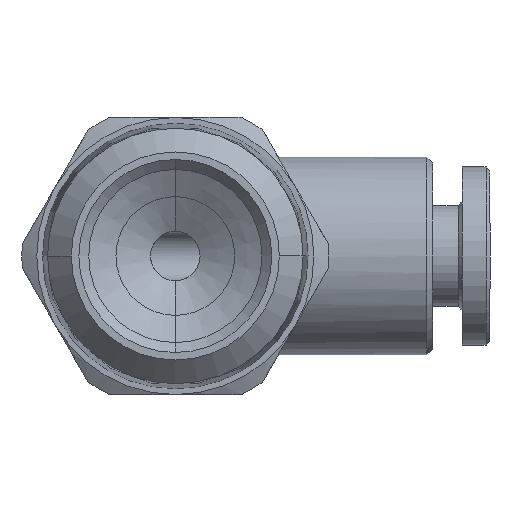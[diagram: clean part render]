
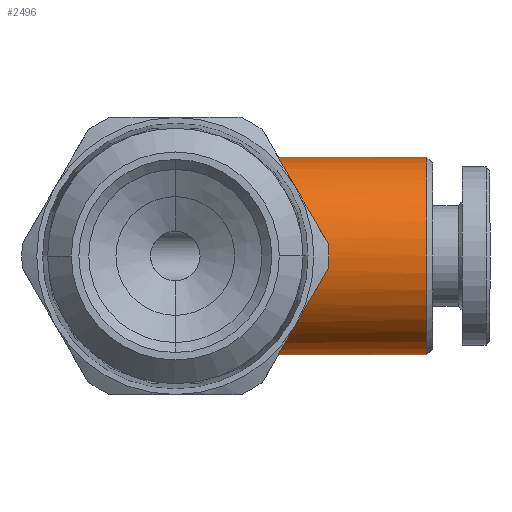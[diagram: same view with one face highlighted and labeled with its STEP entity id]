
A CAD part, front view. The second image highlights one B-rep face of the part: STEP entity #2496.
In plain terms, the highlighted cylindrical face has radius 5 mm (diameter 10 mm), a partial arc.
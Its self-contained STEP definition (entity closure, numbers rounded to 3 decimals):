
#2 = B_SPLINE_CURVE_WITH_KNOTS ( 'NONE', 3,
 ( #2608, #2609, #2610, #2583, #2594, #2595, #2622, #2596, #2598, #2597, #2628, #2627, #2626, #2625, #2624, #2623, #2616, #2732 ),
 .UNSPECIFIED., .F., .F.,
 ( 4, 2, 2, 2, 2, 2, 2, 2, 4 ),
 ( 0.023, 0.024, 0.025, 0.025, 0.026, 0.027, 0.028, 0.028, 0.029 ),
 .UNSPECIFIED. ) ;
#65 = FACE_OUTER_BOUND ( 'NONE', #912, .T. ) ;
#85 = CYLINDRICAL_SURFACE ( 'NONE', #557, 5. ) ;
#142 = EDGE_CURVE ( 'NONE', #1247, #1213, #2, .T. ) ;
#183 = EDGE_CURVE ( 'NONE', #1200, #1209, #1360, .T. ) ;
#193 = EDGE_CURVE ( 'NONE', #1208, #1213, #744, .T. ) ;
#202 = EDGE_CURVE ( 'NONE', #1202, #1208, #1493, .T. ) ;
#334 = EDGE_CURVE ( 'NONE', #1202, #1200, #466, .T. ) ;
#335 = EDGE_CURVE ( 'NONE', #1247, #1209, #616, .T. ) ;
#466 = CIRCLE ( 'NONE', #623, 5. ) ;
#557 = AXIS2_PLACEMENT_3D ( 'NONE', #2221, #2222, #2223 ) ;
#616 = CIRCLE ( 'NONE', #729, 5. ) ;
#623 = AXIS2_PLACEMENT_3D ( 'NONE', #1885, #1886, #1887 ) ;
#729 = AXIS2_PLACEMENT_3D ( 'NONE', #1888, #1889, #1890 ) ;
#737 = VECTOR ( 'NONE', #2741, 1000. ) ;
#738 = AXIS2_PLACEMENT_3D ( 'NONE', #2738, #2737, #2671 ) ;
#744 = CIRCLE ( 'NONE', #738, 5. ) ;
#747 = VECTOR ( 'NONE', #2613, 1000. ) ;
#912 = EDGE_LOOP ( 'NONE', ( #1488, #1406, #1407, #1423, #1410, #1397 ) ) ;
#1200 = VERTEX_POINT ( 'NONE', #2012 ) ;
#1202 = VERTEX_POINT ( 'NONE', #2013 ) ;
#1208 = VERTEX_POINT ( 'NONE', #2016 ) ;
#1209 = VERTEX_POINT ( 'NONE', #2017 ) ;
#1213 = VERTEX_POINT ( 'NONE', #2019 ) ;
#1247 = VERTEX_POINT ( 'NONE', #2035 ) ;
#1360 = LINE ( 'NONE', #2614, #747 ) ;
#1397 = ORIENTED_EDGE ( 'NONE', *, *, #193, .F. ) ;
#1406 = ORIENTED_EDGE ( 'NONE', *, *, #334, .T. ) ;
#1407 = ORIENTED_EDGE ( 'NONE', *, *, #183, .T. ) ;
#1410 = ORIENTED_EDGE ( 'NONE', *, *, #142, .T. ) ;
#1423 = ORIENTED_EDGE ( 'NONE', *, *, #335, .F. ) ;
#1488 = ORIENTED_EDGE ( 'NONE', *, *, #202, .F. ) ;
#1493 = LINE ( 'NONE', #2747, #737 ) ;
#1885 = CARTESIAN_POINT ( 'NONE',  ( 12.7, 0., 0. ) ) ;
#1886 = DIRECTION ( 'NONE',  ( -1., 0., 0. ) ) ;
#1887 = DIRECTION ( 'NONE',  ( 0., 0., 1. ) ) ;
#1888 = CARTESIAN_POINT ( 'NONE',  ( 4., 0., 0. ) ) ;
#1889 = DIRECTION ( 'NONE',  ( -1., 0., 0. ) ) ;
#1890 = DIRECTION ( 'NONE',  ( 0., 0., 1. ) ) ;
#2012 = CARTESIAN_POINT ( 'NONE',  ( 12.7, 0., 5. ) ) ;
#2013 = CARTESIAN_POINT ( 'NONE',  ( 12.7, 0., -5. ) ) ;
#2016 = CARTESIAN_POINT ( 'NONE',  ( 4., 0., -5. ) ) ;
#2017 = CARTESIAN_POINT ( 'NONE',  ( 4., 0., 5. ) ) ;
#2019 = CARTESIAN_POINT ( 'NONE',  ( 4., -4.181, -2.743 ) ) ;
#2035 = CARTESIAN_POINT ( 'NONE',  ( 4., -4.181, 2.743 ) ) ;
#2221 = CARTESIAN_POINT ( 'NONE',  ( -3.45, 0., 0. ) ) ;
#2222 = DIRECTION ( 'NONE',  ( -1., 0., 0. ) ) ;
#2223 = DIRECTION ( 'NONE',  ( 0., 0., 1. ) ) ;
#2496 = ADVANCED_FACE ( 'NONE', ( #65 ), #85, .T. ) ;
#2583 = CARTESIAN_POINT ( 'NONE',  ( 4.452, -4.615, 1.939 ) ) ;
#2594 = CARTESIAN_POINT ( 'NONE',  ( 4.542, -4.702, 1.718 ) ) ;
#2595 = CARTESIAN_POINT ( 'NONE',  ( 4.692, -4.847, 1.251 ) ) ;
#2596 = CARTESIAN_POINT ( 'NONE',  ( 4.829, -4.98, 0.513 ) ) ;
#2597 = CARTESIAN_POINT ( 'NONE',  ( 4.85, -5., -0.254 ) ) ;
#2598 = CARTESIAN_POINT ( 'NONE',  ( 4.85, -5., 0.261 ) ) ;
#2608 = CARTESIAN_POINT ( 'NONE',  ( 4., -4.181, 2.743 ) ) ;
#2609 = CARTESIAN_POINT ( 'NONE',  ( 4.126, -4.302, 2.558 ) ) ;
#2610 = CARTESIAN_POINT ( 'NONE',  ( 4.244, -4.415, 2.358 ) ) ;
#2613 = DIRECTION ( 'NONE',  ( -1., 0., 0. ) ) ;
#2614 = CARTESIAN_POINT ( 'NONE',  ( -3.45, 0., 5. ) ) ;
#2616 = CARTESIAN_POINT ( 'NONE',  ( 4.126, -4.301, -2.559 ) ) ;
#2622 = CARTESIAN_POINT ( 'NONE',  ( 4.751, -4.904, 1.007 ) ) ;
#2623 = CARTESIAN_POINT ( 'NONE',  ( 4.244, -4.414, -2.36 ) ) ;
#2624 = CARTESIAN_POINT ( 'NONE',  ( 4.452, -4.615, -1.938 ) ) ;
#2625 = CARTESIAN_POINT ( 'NONE',  ( 4.543, -4.703, -1.716 ) ) ;
#2626 = CARTESIAN_POINT ( 'NONE',  ( 4.693, -4.847, -1.25 ) ) ;
#2627 = CARTESIAN_POINT ( 'NONE',  ( 4.752, -4.905, -1.004 ) ) ;
#2628 = CARTESIAN_POINT ( 'NONE',  ( 4.83, -4.981, -0.507 ) ) ;
#2671 = DIRECTION ( 'NONE',  ( 0., 0., 1. ) ) ;
#2732 = CARTESIAN_POINT ( 'NONE',  ( 4., -4.181, -2.743 ) ) ;
#2737 = DIRECTION ( 'NONE',  ( -1., 0., 0. ) ) ;
#2738 = CARTESIAN_POINT ( 'NONE',  ( 4., 0., 0. ) ) ;
#2741 = DIRECTION ( 'NONE',  ( -1., 0., 0. ) ) ;
#2747 = CARTESIAN_POINT ( 'NONE',  ( -3.45, 0., -5. ) ) ;
